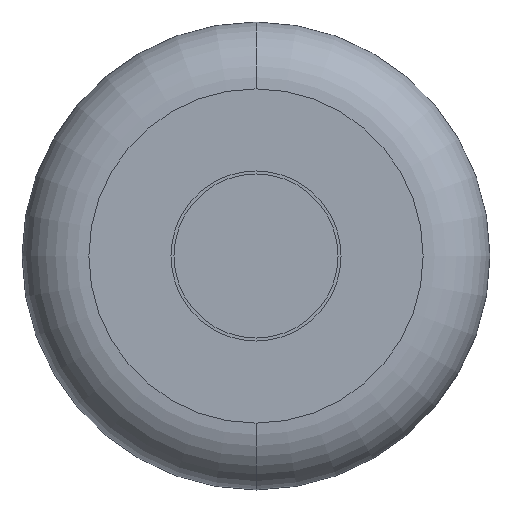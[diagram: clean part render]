
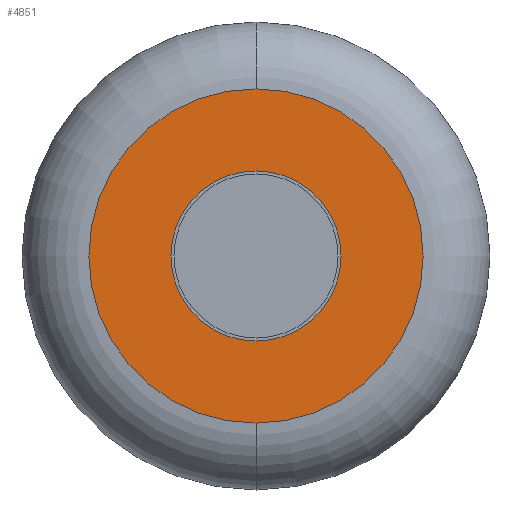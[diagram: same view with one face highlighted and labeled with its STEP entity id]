
A CAD part, front view. The second image highlights one B-rep face of the part: STEP entity #4851.
In plain terms, the highlighted planar face has unit normal (0, -1, 0).
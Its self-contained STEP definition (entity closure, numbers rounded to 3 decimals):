
#221 = VERTEX_POINT ( 'NONE', #3093 ) ;
#296 = PLANE ( 'NONE',  #4708 ) ;
#576 = EDGE_CURVE ( 'NONE', #758, #2494, #1205, .T. ) ;
#585 = EDGE_CURVE ( 'NONE', #221, #700, #5054, .T. ) ;
#689 = DIRECTION ( 'NONE',  ( 0., 0., -1. ) ) ;
#700 = VERTEX_POINT ( 'NONE', #5953 ) ;
#758 = VERTEX_POINT ( 'NONE', #1385 ) ;
#1172 = EDGE_LOOP ( 'NONE', ( #3776, #5196 ) ) ;
#1197 = FACE_OUTER_BOUND ( 'NONE', #1172, .T. ) ;
#1205 = CIRCLE ( 'NONE', #3523, 27.5 ) ;
#1274 = DIRECTION ( 'NONE',  ( 0., 0., -1. ) ) ;
#1385 = CARTESIAN_POINT ( 'NONE',  ( 0., -0.402, 27.5 ) ) ;
#1661 = DIRECTION ( 'NONE',  ( 0., 0., 1. ) ) ;
#1782 = ORIENTED_EDGE ( 'NONE', *, *, #3673, .F. ) ;
#2280 = AXIS2_PLACEMENT_3D ( 'NONE', #3904, #6016, #1274 ) ;
#2339 = EDGE_LOOP ( 'NONE', ( #1782, #4624 ) ) ;
#2494 = VERTEX_POINT ( 'NONE', #2866 ) ;
#2510 = CIRCLE ( 'NONE', #2280, 14. ) ;
#2866 = CARTESIAN_POINT ( 'NONE',  ( 0., -0.402, -27.5 ) ) ;
#2896 = DIRECTION ( 'NONE',  ( 0., 0., 1. ) ) ;
#2934 = DIRECTION ( 'NONE',  ( 0., 1., 0. ) ) ;
#3093 = CARTESIAN_POINT ( 'NONE',  ( 0., -0.402, 14. ) ) ;
#3324 = CARTESIAN_POINT ( 'NONE',  ( 0., -0.402, 0. ) ) ;
#3523 = AXIS2_PLACEMENT_3D ( 'NONE', #3813, #5880, #1661 ) ;
#3634 = EDGE_CURVE ( 'NONE', #2494, #758, #4046, .T. ) ;
#3673 = EDGE_CURVE ( 'NONE', #700, #221, #2510, .T. ) ;
#3722 = AXIS2_PLACEMENT_3D ( 'NONE', #6114, #2934, #2896 ) ;
#3776 = ORIENTED_EDGE ( 'NONE', *, *, #576, .F. ) ;
#3813 = CARTESIAN_POINT ( 'NONE',  ( 0., -0.402, 0. ) ) ;
#3904 = CARTESIAN_POINT ( 'NONE',  ( 0., -0.402, 0. ) ) ;
#3933 = DIRECTION ( 'NONE',  ( 0., 0., -1. ) ) ;
#4046 = CIRCLE ( 'NONE', #3722, 27.5 ) ;
#4624 = ORIENTED_EDGE ( 'NONE', *, *, #585, .F. ) ;
#4708 = AXIS2_PLACEMENT_3D ( 'NONE', #5068, #5488, #3933 ) ;
#4741 = DIRECTION ( 'NONE',  ( 0., -1., 0. ) ) ;
#4851 = ADVANCED_FACE ( 'NONE', ( #5937, #1197 ), #296, .T. ) ;
#5054 = CIRCLE ( 'NONE', #6290, 14. ) ;
#5068 = CARTESIAN_POINT ( 'NONE',  ( 0., -0.402, 0. ) ) ;
#5196 = ORIENTED_EDGE ( 'NONE', *, *, #3634, .F. ) ;
#5488 = DIRECTION ( 'NONE',  ( 0., -1., 0. ) ) ;
#5880 = DIRECTION ( 'NONE',  ( 0., 1., 0. ) ) ;
#5937 = FACE_BOUND ( 'NONE', #2339, .T. ) ;
#5953 = CARTESIAN_POINT ( 'NONE',  ( 0., -0.402, -14. ) ) ;
#6016 = DIRECTION ( 'NONE',  ( 0., -1., 0. ) ) ;
#6114 = CARTESIAN_POINT ( 'NONE',  ( 0., -0.402, 0. ) ) ;
#6290 = AXIS2_PLACEMENT_3D ( 'NONE', #3324, #4741, #689 ) ;
